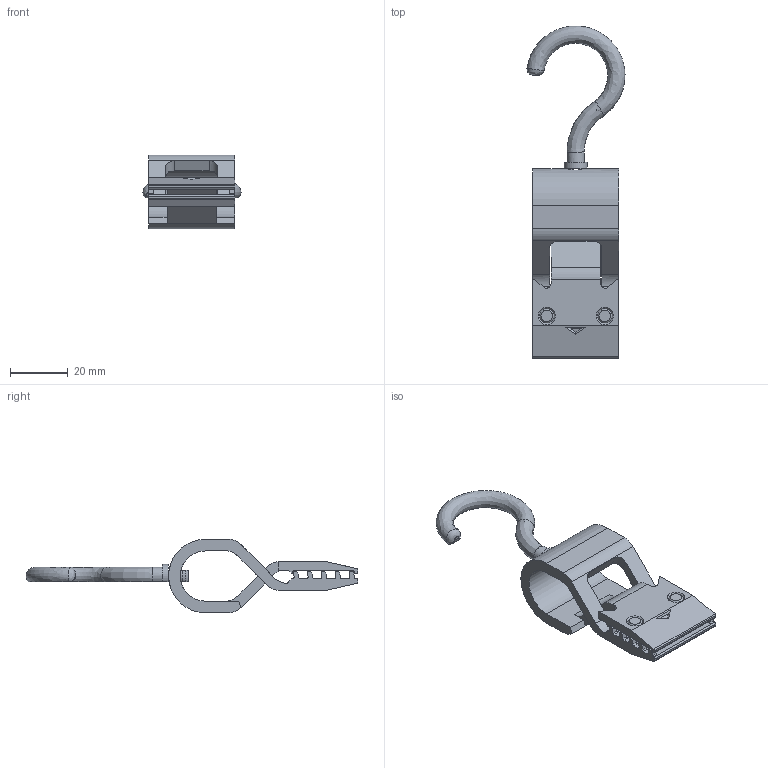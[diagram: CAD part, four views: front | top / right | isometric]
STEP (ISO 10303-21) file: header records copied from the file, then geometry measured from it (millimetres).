
FILE_DESCRIPTION(/* description */ (''),/* implementation_level */ '2;1');
FILE_NAME(/* name */ 'filmDigitizer_135_filmHanger_assembly',/* time_stamp */ '2023-12-07T09:13:21-05:00',/* author */ ('George Moua'),/* organization */ ('Archive 663'),/* preprocessor_version */ 'ST-DEVELOPER v16.7',/* originating_system */ 'Solid Edge',/* authorisation */ 'Unknown');
FILE_SCHEMA (('AUTOMOTIVE_DESIGN {1 0 10303 214 3 1 1}'));
Length unit declared in the file: millimetre
Products named in the file (3): filmDigitizer_135_filmHanger; filmDigitizer_135_filmHanger_body; filmDigitizer_135_filmHanger_hook-25mm
Assembly tree (2 placements, depth 2):
  filmDigitizer_135_filmHanger
    filmDigitizer_135_filmHanger_body
    filmDigitizer_135_filmHanger_hook-25mm
Bounding box: 33.81 x 114.51 x 25.36 mm (x, y, z)
Volume: 15526.6 mm3; surface area: 11066.7 mm2
Topology: 2 solids, 2 shells, 179 faces, 518 edges, 345 vertices
Faces by surface type: plane 109, cylinder 59, cone 6, bspline 5
Full cylindrical faces by diameter (mm): 6.2 x1
Entity records: 6330 total; most frequent: CARTESIAN_POINT 1533, ORIENTED_EDGE 1022, DIRECTION 947, EDGE_CURVE 511, LINE 355, VECTOR 355, VERTEX_POINT 344, AXIS2_PLACEMENT_3D 296
